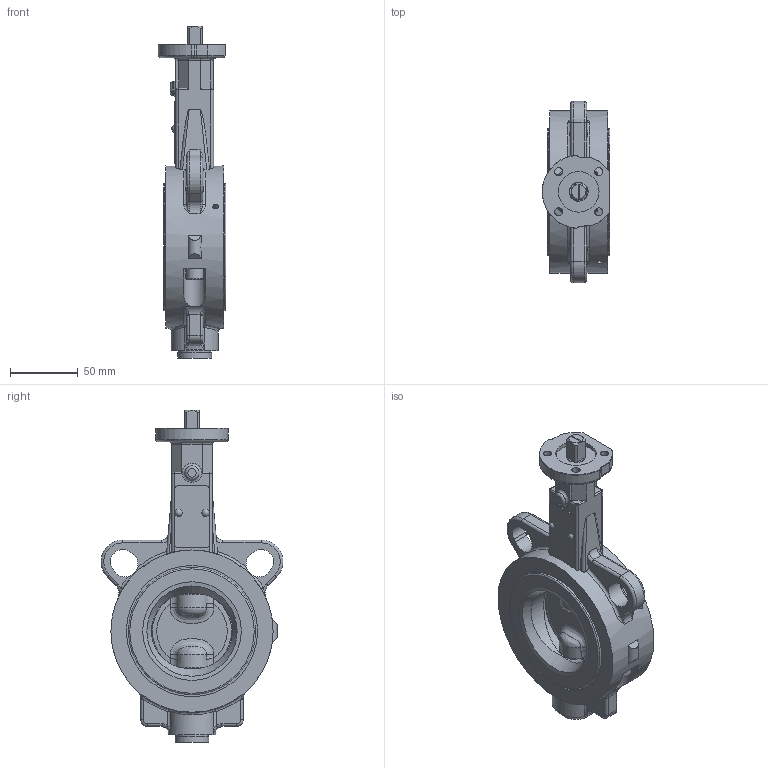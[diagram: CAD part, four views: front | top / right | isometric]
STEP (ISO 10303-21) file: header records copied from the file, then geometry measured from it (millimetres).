
FILE_DESCRIPTION((''),'2;1');
FILE_NAME('T211-A DN65.stp','2009-03-06T10:28:28',('hellwig'),(''),'Autodesk Inventor 2008','Autodesk Inventor 2008','');
FILE_SCHEMA(('AUTOMOTIVE_DESIGN { 1 0 10303 214 1 1 1 1 }'));
Length unit declared in the file: millimetre
Products named in the file (1): Bauteil2
Bounding box: 50 x 134.48 x 245.5 mm (x, y, z)
Volume: 469192.8 mm3; surface area: 114374 mm2
Topology: 1 solids, 11 shells, 956 faces, 2470 edges, 1580 vertices
Faces by surface type: plane 386, bspline 339, cylinder 149, cone 39, torus 37, sphere 6
Full cylindrical faces by diameter (mm): 3 x2, 3.2 x2, 8 x2, 13 x2, 14 x4, 15 x1, 19 x1, 20.2 x1, 23.9 x1, 25 x1, 28.5 x2, 30.1 x1, 35 x1, 66.8 x1, 68.5 x1, 94 x2, 97 x1, 120 x1
Entity records: 37483 total; most frequent: CARTESIAN_POINT 16042, ORIENTED_EDGE 4614, DIRECTION 3354, EDGE_CURVE 2307, VERTEX_POINT 1529, VECTOR 1152, LINE 1152, EDGE_LOOP 1148
